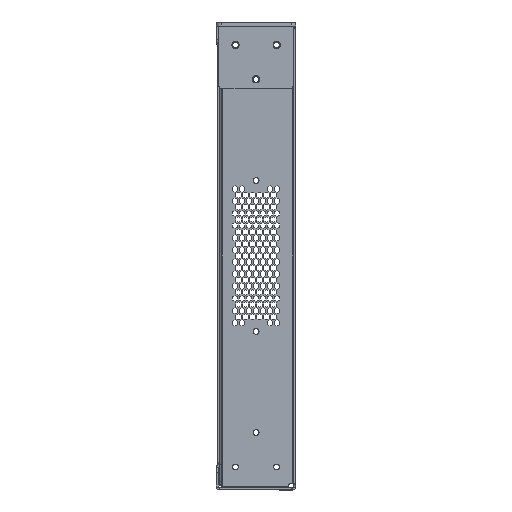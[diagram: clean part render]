
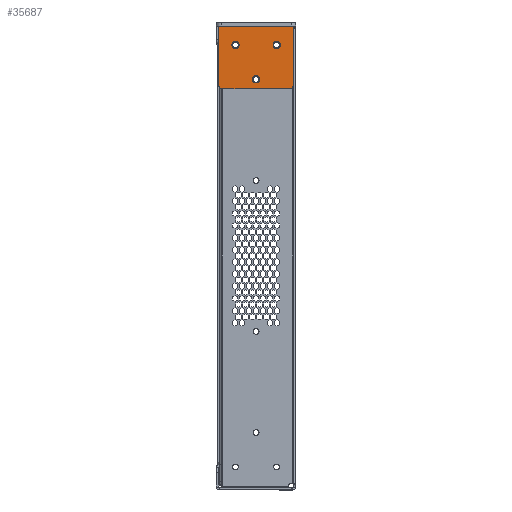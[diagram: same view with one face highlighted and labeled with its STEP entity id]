
A CAD part, left-side view. The second image highlights one B-rep face of the part: STEP entity #35687.
In plain terms, the highlighted planar face has unit normal (-1, 0, 0).
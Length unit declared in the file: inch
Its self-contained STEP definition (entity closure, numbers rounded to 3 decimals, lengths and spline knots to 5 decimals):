
#361 = CARTESIAN_POINT ( 'NONE',  ( 2.78193, 3.16581, -0.06045 ) ) ;
#365 = LINE ( 'NONE', #361, #71701 ) ;
#366 = CARTESIAN_POINT ( 'NONE',  ( 2.78193, 3.26581, 1.23828 ) ) ;
#367 = DIRECTION ( 'NONE',  ( -1., 0., 0. ) ) ;
#368 = DIRECTION ( 'NONE',  ( 0., 0., 1. ) ) ;
#369 = DIRECTION ( 'NONE',  ( 0., 0., 1. ) ) ;
#531 = CARTESIAN_POINT ( 'NONE',  ( 2.78193, 4.68481, 1.23828 ) ) ;
#532 = DIRECTION ( 'NONE',  ( -1., 0., 0. ) ) ;
#533 = DIRECTION ( 'NONE',  ( 0., 0., 1. ) ) ;
#534 = LINE ( 'NONE', #4667, #71460 ) ;
#2107 = CARTESIAN_POINT ( 'NONE',  ( 2.78193, 4.72481, 0.008 ) ) ;
#2108 = LINE ( 'NONE', #2107, #27492 ) ;
#2109 = CARTESIAN_POINT ( 'NONE',  ( 2.78193, 3.53381, 0.4055 ) ) ;
#2110 = DIRECTION ( 'NONE',  ( -1., 0., 0. ) ) ;
#2111 = DIRECTION ( 'NONE',  ( 0., 0., 1. ) ) ;
#2113 = DIRECTION ( 'NONE',  ( 0., 1., 0. ) ) ;
#2116 = CARTESIAN_POINT ( 'NONE',  ( 2.78193, 3.97531, 1.13831 ) ) ;
#2117 = DIRECTION ( 'NONE',  ( -1., 0., 0. ) ) ;
#2118 = DIRECTION ( 'NONE',  ( 0., 0., 1. ) ) ;
#3261 = CIRCLE ( 'NONE', #3277, 0.078 ) ;
#3277 = AXIS2_PLACEMENT_3D ( 'NONE', #46940, #46941, #46942 ) ;
#3279 = CIRCLE ( 'NONE', #3282, 0.078 ) ;
#3282 = AXIS2_PLACEMENT_3D ( 'NONE', #46948, #46949, #46950 ) ;
#3303 = CIRCLE ( 'NONE', #3307, 0.078 ) ;
#3307 = AXIS2_PLACEMENT_3D ( 'NONE', #46993, #46994, #46995 ) ;
#4539 = CARTESIAN_POINT ( 'NONE',  ( 2.78193, 4.41681, 0.4055 ) ) ;
#4540 = DIRECTION ( 'NONE',  ( -1., 0., 0. ) ) ;
#4541 = DIRECTION ( 'NONE',  ( 0., 0., 1. ) ) ;
#4665 = LINE ( 'NONE', #4674, #71456 ) ;
#4667 = CARTESIAN_POINT ( 'NONE',  ( 2.78193, 4.78481, -0.06045 ) ) ;
#4668 = DIRECTION ( 'NONE',  ( 0., 0., -1. ) ) ;
#4674 = CARTESIAN_POINT ( 'NONE',  ( 2.78193, 3.26581, 1.33828 ) ) ;
#4675 = DIRECTION ( 'NONE',  ( 0., 1., 0. ) ) ;
#21286 = CARTESIAN_POINT ( 'NONE',  ( 2.78193, 3.97531, 1.06031 ) ) ;
#21291 = CARTESIAN_POINT ( 'NONE',  ( 2.78193, 3.53381, 0.3275 ) ) ;
#21292 = CARTESIAN_POINT ( 'NONE',  ( 2.78193, 3.97531, 1.21631 ) ) ;
#21296 = CARTESIAN_POINT ( 'NONE',  ( 2.78193, 4.41681, 0.3275 ) ) ;
#21297 = CARTESIAN_POINT ( 'NONE',  ( 2.78193, 3.53381, 0.4835 ) ) ;
#21298 = CARTESIAN_POINT ( 'NONE',  ( 2.78193, 4.41681, 0.4835 ) ) ;
#21302 = CARTESIAN_POINT ( 'NONE',  ( 2.78193, 4.78481, 0.008 ) ) ;
#21304 = CARTESIAN_POINT ( 'NONE',  ( 2.78193, 4.78481, 1.23828 ) ) ;
#21309 = CARTESIAN_POINT ( 'NONE',  ( 2.78193, 4.68481, 1.33828 ) ) ;
#21310 = CARTESIAN_POINT ( 'NONE',  ( 2.78193, 3.16581, 1.23828 ) ) ;
#21311 = CARTESIAN_POINT ( 'NONE',  ( 2.78193, 3.26581, 1.33828 ) ) ;
#21312 = CARTESIAN_POINT ( 'NONE',  ( 2.78193, 3.16581, 0.008 ) ) ;
#27294 = AXIS2_PLACEMENT_3D ( 'NONE', #2116, #2117, #2118 ) ;
#27479 = CIRCLE ( 'NONE', #27294, 0.078 ) ;
#27482 = CIRCLE ( 'NONE', #27483, 0.078 ) ;
#27483 = AXIS2_PLACEMENT_3D ( 'NONE', #2109, #2110, #2111 ) ;
#27492 = VECTOR ( 'NONE', #2113, 39.37008 ) ;
#32525 = ORIENTED_EDGE ( 'NONE', *, *, #51028, .F. ) ;
#32527 = ORIENTED_EDGE ( 'NONE', *, *, #63711, .T. ) ;
#32530 = ORIENTED_EDGE ( 'NONE', *, *, #63708, .T. ) ;
#32532 = ORIENTED_EDGE ( 'NONE', *, *, #63830, .T. ) ;
#32535 = ORIENTED_EDGE ( 'NONE', *, *, #63818, .T. ) ;
#32537 = ORIENTED_EDGE ( 'NONE', *, *, #63825, .T. ) ;
#32540 = ORIENTED_EDGE ( 'NONE', *, *, #51029, .F. ) ;
#32542 = ORIENTED_EDGE ( 'NONE', *, *, #67738, .F. ) ;
#32545 = ORIENTED_EDGE ( 'NONE', *, *, #51027, .F. ) ;
#32547 = ORIENTED_EDGE ( 'NONE', *, *, #67767, .F. ) ;
#32550 = ORIENTED_EDGE ( 'NONE', *, *, #67732, .F. ) ;
#32552 = ORIENTED_EDGE ( 'NONE', *, *, #64428, .F. ) ;
#35687 = ADVANCED_FACE ( 'NONE', ( #61623, #61608, #61630, #61634 ), #61621, .T. ) ;
#42639 = AXIS2_PLACEMENT_3D ( 'NONE', #61628, #61615, #61637 ) ;
#46940 = CARTESIAN_POINT ( 'NONE',  ( 2.78193, 4.41681, 0.4055 ) ) ;
#46941 = DIRECTION ( 'NONE',  ( -1., 0., 0. ) ) ;
#46942 = DIRECTION ( 'NONE',  ( 0., 0., 1. ) ) ;
#46948 = CARTESIAN_POINT ( 'NONE',  ( 2.78193, 3.97531, 1.13831 ) ) ;
#46949 = DIRECTION ( 'NONE',  ( -1., 0., 0. ) ) ;
#46950 = DIRECTION ( 'NONE',  ( 0., 0., 1. ) ) ;
#46993 = CARTESIAN_POINT ( 'NONE',  ( 2.78193, 3.53381, 0.4055 ) ) ;
#46994 = DIRECTION ( 'NONE',  ( -1., 0., 0. ) ) ;
#46995 = DIRECTION ( 'NONE',  ( 0., 0., 1. ) ) ;
#51027 = EDGE_CURVE ( 'NONE', #57847, #57845, #27482, .T. ) ;
#51028 = EDGE_CURVE ( 'NONE', #57877, #57863, #2108, .T. ) ;
#51029 = EDGE_CURVE ( 'NONE', #57839, #57837, #27479, .T. ) ;
#57837 = VERTEX_POINT ( 'NONE', #21286 ) ;
#57839 = VERTEX_POINT ( 'NONE', #21292 ) ;
#57845 = VERTEX_POINT ( 'NONE', #21291 ) ;
#57847 = VERTEX_POINT ( 'NONE', #21297 ) ;
#57853 = VERTEX_POINT ( 'NONE', #21296 ) ;
#57855 = VERTEX_POINT ( 'NONE', #21298 ) ;
#57863 = VERTEX_POINT ( 'NONE', #21302 ) ;
#57865 = VERTEX_POINT ( 'NONE', #21304 ) ;
#57867 = VERTEX_POINT ( 'NONE', #21309 ) ;
#57869 = VERTEX_POINT ( 'NONE', #21311 ) ;
#57875 = VERTEX_POINT ( 'NONE', #21310 ) ;
#57877 = VERTEX_POINT ( 'NONE', #21312 ) ;
#61608 = FACE_BOUND ( 'NONE', #76407, .T. ) ;
#61615 = DIRECTION ( 'NONE',  ( -1., 0., 0. ) ) ;
#61621 = PLANE ( 'NONE',  #42639 ) ;
#61623 = FACE_OUTER_BOUND ( 'NONE', #75721, .T. ) ;
#61628 = CARTESIAN_POINT ( 'NONE',  ( 2.78193, 4.72481, -1.265 ) ) ;
#61630 = FACE_BOUND ( 'NONE', #76385, .T. ) ;
#61634 = FACE_BOUND ( 'NONE', #76832, .T. ) ;
#61637 = DIRECTION ( 'NONE',  ( 0., 0., 1. ) ) ;
#63708 = EDGE_CURVE ( 'NONE', #57875, #57869, #71916, .T. ) ;
#63711 = EDGE_CURVE ( 'NONE', #57877, #57875, #365, .T. ) ;
#63818 = EDGE_CURVE ( 'NONE', #57867, #57865, #71472, .T. ) ;
#63825 = EDGE_CURVE ( 'NONE', #57865, #57863, #534, .T. ) ;
#63830 = EDGE_CURVE ( 'NONE', #57869, #57867, #4665, .T. ) ;
#64428 = EDGE_CURVE ( 'NONE', #57853, #57855, #70865, .T. ) ;
#67732 = EDGE_CURVE ( 'NONE', #57855, #57853, #3261, .T. ) ;
#67738 = EDGE_CURVE ( 'NONE', #57837, #57839, #3279, .T. ) ;
#67767 = EDGE_CURVE ( 'NONE', #57845, #57847, #3303, .T. ) ;
#70747 = AXIS2_PLACEMENT_3D ( 'NONE', #4539, #4540, #4541 ) ;
#70865 = CIRCLE ( 'NONE', #70747, 0.078 ) ;
#71456 = VECTOR ( 'NONE', #4675, 39.37008 ) ;
#71460 = VECTOR ( 'NONE', #4668, 39.37008 ) ;
#71465 = AXIS2_PLACEMENT_3D ( 'NONE', #531, #532, #533 ) ;
#71472 = CIRCLE ( 'NONE', #71465, 0.1 ) ;
#71622 = AXIS2_PLACEMENT_3D ( 'NONE', #366, #367, #368 ) ;
#71701 = VECTOR ( 'NONE', #369, 39.37008 ) ;
#71916 = CIRCLE ( 'NONE', #71622, 0.1 ) ;
#75721 = EDGE_LOOP ( 'NONE', ( #32525, #32527, #32530, #32532, #32535, #32537 ) ) ;
#76385 = EDGE_LOOP ( 'NONE', ( #32545, #32547 ) ) ;
#76407 = EDGE_LOOP ( 'NONE', ( #32540, #32542 ) ) ;
#76832 = EDGE_LOOP ( 'NONE', ( #32550, #32552 ) ) ;
